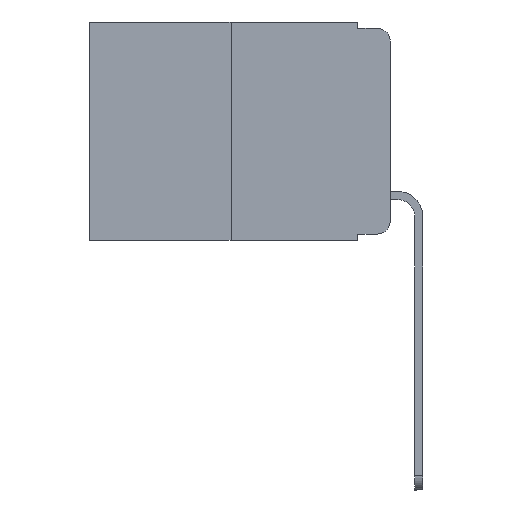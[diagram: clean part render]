
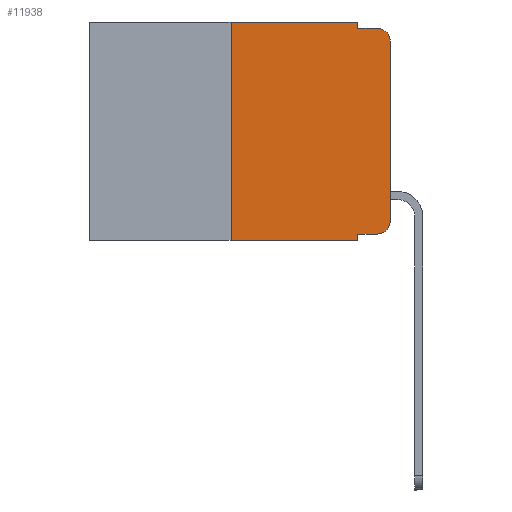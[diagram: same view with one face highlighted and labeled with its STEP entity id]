
A CAD part, left-side view. The second image highlights one B-rep face of the part: STEP entity #11938.
In plain terms, the highlighted planar face has unit normal (-1, 0, 0).
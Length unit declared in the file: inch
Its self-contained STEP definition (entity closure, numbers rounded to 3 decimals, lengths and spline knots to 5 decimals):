
#9 = FACE_OUTER_BOUND ( 'NONE', #3979, .T. ) ;
#101 = CARTESIAN_POINT ( 'NONE',  ( 0., 0., -0.03 ) ) ;
#600 = VECTOR ( 'NONE', #1271, 39.37008 ) ;
#668 = CARTESIAN_POINT ( 'NONE',  ( 0., 0.25, 0. ) ) ;
#1271 = DIRECTION ( 'NONE',  ( 0., -1., 0. ) ) ;
#1585 = DIRECTION ( 'NONE',  ( 0., -1., 0. ) ) ;
#1717 = EDGE_CURVE ( 'NONE', #5708, #7939, #2151, .T. ) ;
#1937 = CARTESIAN_POINT ( 'NONE',  ( 0., 0.051, 0. ) ) ;
#2151 = LINE ( 'NONE', #12878, #7414 ) ;
#2831 = DIRECTION ( 'NONE',  ( 0., 0., -1. ) ) ;
#2969 = DIRECTION ( 'NONE',  ( 0., -1., 0. ) ) ;
#3088 = CARTESIAN_POINT ( 'NONE',  ( 0., 0.051, -0.01 ) ) ;
#3130 = DIRECTION ( 'NONE',  ( 0., 0., -1. ) ) ;
#3206 = CARTESIAN_POINT ( 'NONE',  ( 0., 0.051, -0.333 ) ) ;
#3489 = ORIENTED_EDGE ( 'NONE', *, *, #14167, .T. ) ;
#3748 = ORIENTED_EDGE ( 'NONE', *, *, #13471, .F. ) ;
#3964 = VECTOR ( 'NONE', #1585, 39.37008 ) ;
#3979 = EDGE_LOOP ( 'NONE', ( #15227, #6529, #8556, #9529, #12283, #3748, #6282, #7951, #3489, #18184 ) ) ;
#4463 = CARTESIAN_POINT ( 'NONE',  ( 0., 0., 0. ) ) ;
#4504 = CARTESIAN_POINT ( 'NONE',  ( 0., 0.473, 0. ) ) ;
#4656 = DIRECTION ( 'NONE',  ( -1., 0., 0. ) ) ;
#4840 = LINE ( 'NONE', #3088, #17671 ) ;
#4911 = LINE ( 'NONE', #17558, #600 ) ;
#4993 = DIRECTION ( 'NONE',  ( 0., 0., 1. ) ) ;
#5155 = VECTOR ( 'NONE', #15928, 39.37008 ) ;
#5240 = CARTESIAN_POINT ( 'NONE',  ( 0., 0.25, 0. ) ) ;
#5600 = CARTESIAN_POINT ( 'NONE',  ( 0., 0.25, -0.343 ) ) ;
#5708 = VERTEX_POINT ( 'NONE', #1937 ) ;
#5710 = DIRECTION ( 'NONE',  ( 1., 0., 0. ) ) ;
#5943 = DIRECTION ( 'NONE',  ( -1., 0., 0. ) ) ;
#6282 = ORIENTED_EDGE ( 'NONE', *, *, #16111, .T. ) ;
#6305 = CARTESIAN_POINT ( 'NONE',  ( 0., 0.02, -0.313 ) ) ;
#6521 = VECTOR ( 'NONE', #4993, 39.37008 ) ;
#6529 = ORIENTED_EDGE ( 'NONE', *, *, #15221, .T. ) ;
#6703 = EDGE_CURVE ( 'NONE', #8307, #5708, #4911, .T. ) ;
#7414 = VECTOR ( 'NONE', #8464, 39.37008 ) ;
#7715 = VERTEX_POINT ( 'NONE', #5600 ) ;
#7823 = CIRCLE ( 'NONE', #11833, 0.02 ) ;
#7939 = VERTEX_POINT ( 'NONE', #13769 ) ;
#7951 = ORIENTED_EDGE ( 'NONE', *, *, #18001, .F. ) ;
#8307 = VERTEX_POINT ( 'NONE', #668 ) ;
#8430 = EDGE_CURVE ( 'NONE', #12761, #13631, #12693, .T. ) ;
#8464 = DIRECTION ( 'NONE',  ( 0., 0., -1. ) ) ;
#8556 = ORIENTED_EDGE ( 'NONE', *, *, #14803, .F. ) ;
#8583 = CARTESIAN_POINT ( 'NONE',  ( 0., 0.051, 0. ) ) ;
#8844 = PLANE ( 'NONE',  #17603 ) ;
#9132 = VECTOR ( 'NONE', #13461, 39.37008 ) ;
#9347 = VERTEX_POINT ( 'NONE', #10725 ) ;
#9529 = ORIENTED_EDGE ( 'NONE', *, *, #1717, .F. ) ;
#9953 = VERTEX_POINT ( 'NONE', #17463 ) ;
#10135 = LINE ( 'NONE', #16134, #3964 ) ;
#10725 = CARTESIAN_POINT ( 'NONE',  ( 0., 0.02, -0.01 ) ) ;
#11833 = AXIS2_PLACEMENT_3D ( 'NONE', #15962, #5943, #2831 ) ;
#11938 = ADVANCED_FACE ( 'NONE', ( #9 ), #8844, .F. ) ;
#12283 = ORIENTED_EDGE ( 'NONE', *, *, #6703, .F. ) ;
#12409 = VERTEX_POINT ( 'NONE', #12983 ) ;
#12625 = VERTEX_POINT ( 'NONE', #3206 ) ;
#12693 = LINE ( 'NONE', #4463, #16799 ) ;
#12761 = VERTEX_POINT ( 'NONE', #13728 ) ;
#12878 = CARTESIAN_POINT ( 'NONE',  ( 0., 0.051, 0. ) ) ;
#12983 = CARTESIAN_POINT ( 'NONE',  ( 0., 0.051, -0.343 ) ) ;
#13252 = CIRCLE ( 'NONE', #18178, 0.02 ) ;
#13349 = DIRECTION ( 'NONE',  ( 0., 0., 1. ) ) ;
#13461 = DIRECTION ( 'NONE',  ( 0., -1., 0. ) ) ;
#13471 = EDGE_CURVE ( 'NONE', #7715, #8307, #17017, .T. ) ;
#13631 = VERTEX_POINT ( 'NONE', #101 ) ;
#13728 = CARTESIAN_POINT ( 'NONE',  ( 0., 0., -0.313 ) ) ;
#13769 = CARTESIAN_POINT ( 'NONE',  ( 0., 0.051, -0.01 ) ) ;
#13869 = LINE ( 'NONE', #8583, #5155 ) ;
#14167 = EDGE_CURVE ( 'NONE', #12625, #9953, #10135, .T. ) ;
#14803 = EDGE_CURVE ( 'NONE', #7939, #9347, #4840, .T. ) ;
#15221 = EDGE_CURVE ( 'NONE', #13631, #9347, #7823, .T. ) ;
#15227 = ORIENTED_EDGE ( 'NONE', *, *, #8430, .T. ) ;
#15928 = DIRECTION ( 'NONE',  ( 0., 0., -1. ) ) ;
#15962 = CARTESIAN_POINT ( 'NONE',  ( 0., 0.02, -0.03 ) ) ;
#16111 = EDGE_CURVE ( 'NONE', #7715, #12409, #17146, .T. ) ;
#16134 = CARTESIAN_POINT ( 'NONE',  ( 0., 0.051, -0.333 ) ) ;
#16448 = CARTESIAN_POINT ( 'NONE',  ( 0., 0.473, -0.343 ) ) ;
#16526 = EDGE_CURVE ( 'NONE', #9953, #12761, #13252, .T. ) ;
#16799 = VECTOR ( 'NONE', #13349, 39.37008 ) ;
#17017 = LINE ( 'NONE', #5240, #6521 ) ;
#17146 = LINE ( 'NONE', #16448, #9132 ) ;
#17343 = DIRECTION ( 'NONE',  ( 0., 0., -1. ) ) ;
#17463 = CARTESIAN_POINT ( 'NONE',  ( 0., 0.02, -0.333 ) ) ;
#17558 = CARTESIAN_POINT ( 'NONE',  ( 0., 0.473, 0. ) ) ;
#17603 = AXIS2_PLACEMENT_3D ( 'NONE', #4504, #5710, #17343 ) ;
#17671 = VECTOR ( 'NONE', #2969, 39.37008 ) ;
#18001 = EDGE_CURVE ( 'NONE', #12625, #12409, #13869, .T. ) ;
#18178 = AXIS2_PLACEMENT_3D ( 'NONE', #6305, #4656, #3130 ) ;
#18184 = ORIENTED_EDGE ( 'NONE', *, *, #16526, .T. ) ;
